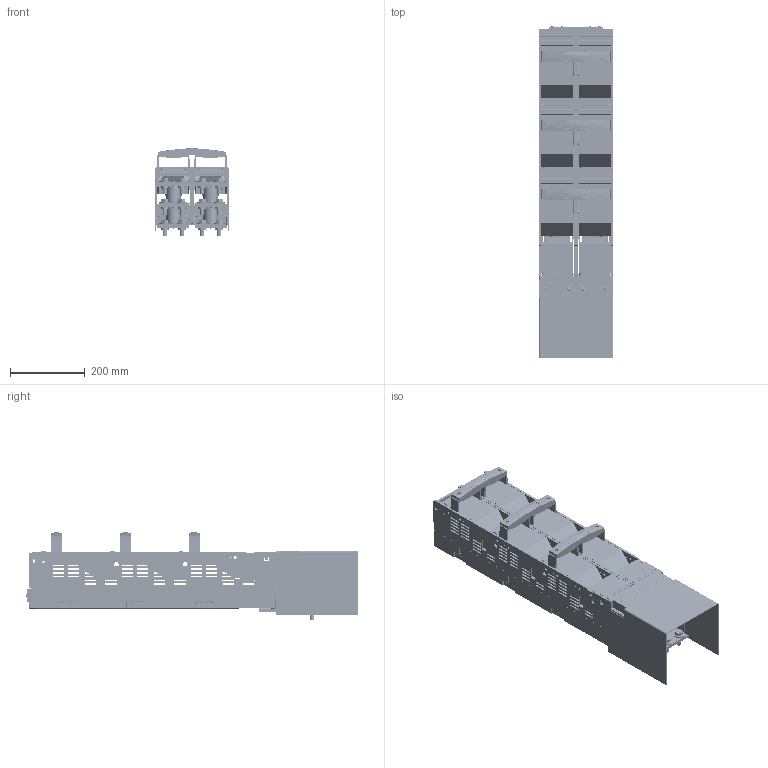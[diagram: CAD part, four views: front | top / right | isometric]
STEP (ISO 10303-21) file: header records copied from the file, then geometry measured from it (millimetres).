
FILE_DESCRIPTION(('CATIA V5 STEP'),'2;1');
FILE_NAME('L3921507_L_NH-Lasttrennschalter_SL3-3x2_2000_Au_HA.stp','2017-10-11T13:18:17+00:00',('none'),('Jean Müller GmbH'),'CATIA Version 5 Release 19 SP 9 (IN-10)','CATIA V5 STEP AP214','none');
FILE_SCHEMA(('AUTOMOTIVE_DESIGN { 1 0 10303 214 1 1 1 1 }'));
Products named in the file (33): L3921507_L_NH-Lasttrennschalter SL3-3x2/2000/HA; 33760_02_L_Traegerteil-Doppelleiste; 802637_30_Verbindungswinkel; 155290_Verbindungswinkel; 155291_Verbindungswinkel; 802633_20_L02_Schraubanschluss 910A; 153768_Anschlusswinkel L3/L1; 158004_Anschlusslasche; 87437_Giessharzisolator; 158003_Anschlusslasche_L2; 158006_Verbindungsschiene L2; 158002_Anschlusslasche; 155941_Verbindungsschiene; 61231_Setzmutter_M12; 66905_Spannscheibe DIN 6796_12; 65811_Sechskantschraube M12x35; 158005_Verbindungswinkel; 43548_Verbindungsplatte; 67421_EJOT-PT-Schraube 4x12mm T20; 155996_Verbindungsplatte; 67447_SFS TAPTIDE II SN42 Schraube; 33626_01_M_Griffkennzeichnung; 802870_L04_Leistendeckel/ Oberteil D-SL10/3x; 33616_E_Griff; 33613_E_Anschlussraumklappe; 804359_L_Seitenwaende kpl; 33609_02_E_Leistendeckel SL10/3x3; 33622_L_Bruecke SL10/3x2(6); 802877_03_L_Anschlussraumabdeckung HA220-SL3x2; 43576_03_Anschlussraumabdeckung; 33614_03_L_Halter; 67283_M01_Spreizniet Rivets; 33614_02_L_Halter
Assembly tree (75 placements, depth 3):
  L3921507_L_NH-Lasttrennschalter SL3-3x2/2000/HA
    33760_02_L_Traegerteil-Doppelleiste  x2
    802637_30_Verbindungswinkel  x2
      155290_Verbindungswinkel
      155291_Verbindungswinkel
    802633_20_L02_Schraubanschluss 910A  x2
      153768_Anschlusswinkel L3/L1
      158004_Anschlusslasche
      87437_Giessharzisolator
      158003_Anschlusslasche_L2
      158006_Verbindungsschiene L2
      158002_Anschlusslasche
      155941_Verbindungsschiene
      61231_Setzmutter_M12
      66905_Spannscheibe DIN 6796_12
      65811_Sechskantschraube M12x35
      158005_Verbindungswinkel
    43548_Verbindungsplatte
    67421_EJOT-PT-Schraube 4x12mm T20  x4
    155996_Verbindungsplatte  x3
    67447_SFS TAPTIDE II SN42 Schraube  x6
    33626_01_M_Griffkennzeichnung  x3
    802870_L04_Leistendeckel/ Oberteil D-SL10/3x  x2
      33616_E_Griff
      33613_E_Anschlussraumklappe
      804359_L_Seitenwaende kpl
      33609_02_E_Leistendeckel SL10/3x3
    33622_L_Bruecke SL10/3x2(6)  x3
    802877_03_L_Anschlussraumabdeckung HA220-SL3x2
      43576_03_Anschlussraumabdeckung
      33614_03_L_Halter
      67283_M01_Spreizniet Rivets  x4
      33614_02_L_Halter
Bounding box: 199.5 x 890.81 x 234.4 mm (x, y, z)
Volume: 8675538.2 mm3; surface area: 2706904.9 mm2
Topology: 109 solids, 109 shells, 7926 faces, 20229 edges, 12514 vertices
Faces by surface type: plane 4898, cylinder 2420, cone 400, bspline 156, torus 44, sphere 8
Entity records: 113839 total; most frequent: CARTESIAN_POINT 21964, ORIENTED_EDGE 17032, DIRECTION 13902, EDGE_CURVE 8516, VECTOR 6056, LINE 6056, VERTEX_POINT 5377, AXIS2_PLACEMENT_3D 4902
